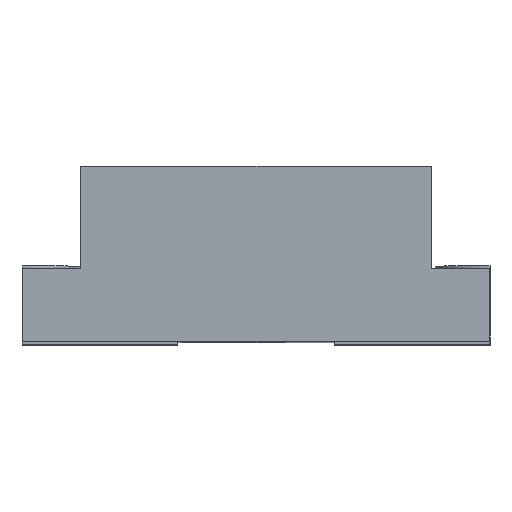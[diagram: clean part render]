
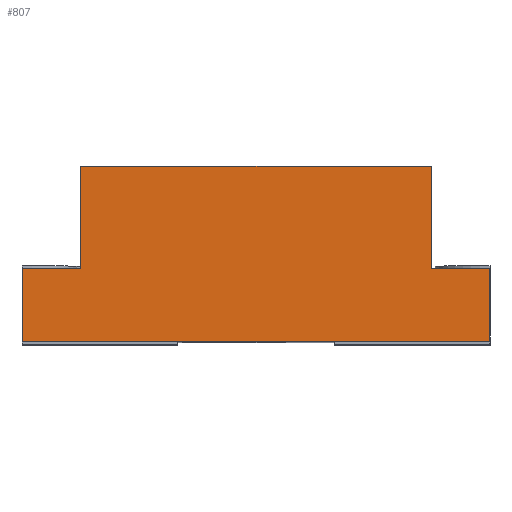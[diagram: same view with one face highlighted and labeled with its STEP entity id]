
A CAD part, top view. The second image highlights one B-rep face of the part: STEP entity #807.
In plain terms, the highlighted planar face has unit normal (0, 0, 1).
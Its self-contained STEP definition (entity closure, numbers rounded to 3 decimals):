
#9 = CARTESIAN_POINT ( 'NONE',  ( 0.8, 0.25, 0.8 ) ) ;
#33 = DIRECTION ( 'NONE',  ( 0., -1., 0. ) ) ;
#37 = EDGE_CURVE ( 'NONE', #1691, #469, #1444, .T. ) ;
#52 = LINE ( 'NONE', #790, #872 ) ;
#88 = DIRECTION ( 'NONE',  ( 0., 0., -1. ) ) ;
#108 = CARTESIAN_POINT ( 'NONE',  ( 0.6, 0.6, 0.8 ) ) ;
#119 = CARTESIAN_POINT ( 'NONE',  ( -0.6, 0.6, 0.8 ) ) ;
#132 = DIRECTION ( 'NONE',  ( 0., -1., 0. ) ) ;
#161 = LINE ( 'NONE', #731, #529 ) ;
#197 = ORIENTED_EDGE ( 'NONE', *, *, #977, .T. ) ;
#200 = CARTESIAN_POINT ( 'NONE',  ( -0.8, 0., 0.8 ) ) ;
#206 = DIRECTION ( 'NONE',  ( 1., 0., 0. ) ) ;
#256 = EDGE_CURVE ( 'NONE', #362, #1691, #52, .T. ) ;
#322 = CARTESIAN_POINT ( 'NONE',  ( 0.6, 0.25, 0.8 ) ) ;
#324 = LINE ( 'NONE', #615, #1059 ) ;
#362 = VERTEX_POINT ( 'NONE', #119 ) ;
#467 = VERTEX_POINT ( 'NONE', #9 ) ;
#469 = VERTEX_POINT ( 'NONE', #322 ) ;
#478 = LINE ( 'NONE', #1478, #1443 ) ;
#509 = ORIENTED_EDGE ( 'NONE', *, *, #619, .F. ) ;
#529 = VECTOR ( 'NONE', #1299, 1000. ) ;
#584 = CARTESIAN_POINT ( 'NONE',  ( 0.8, 0., 0.8 ) ) ;
#586 = ORIENTED_EDGE ( 'NONE', *, *, #941, .T. ) ;
#600 = CARTESIAN_POINT ( 'NONE',  ( -0.6, 0.6, 0.8 ) ) ;
#613 = ORIENTED_EDGE ( 'NONE', *, *, #37, .F. ) ;
#615 = CARTESIAN_POINT ( 'NONE',  ( 0.8, 0.25, 0.8 ) ) ;
#619 = EDGE_CURVE ( 'NONE', #469, #467, #478, .T. ) ;
#662 = CARTESIAN_POINT ( 'NONE',  ( -0.8, 0.25, 0.8 ) ) ;
#731 = CARTESIAN_POINT ( 'NONE',  ( 0.8, 0.25, 0.8 ) ) ;
#754 = VECTOR ( 'NONE', #132, 1000. ) ;
#790 = CARTESIAN_POINT ( 'NONE',  ( 0.6, 0.6, 0.8 ) ) ;
#797 = PLANE ( 'NONE',  #1566 ) ;
#807 = ADVANCED_FACE ( 'NONE', ( #1236 ), #797, .F. ) ;
#829 = EDGE_CURVE ( 'NONE', #1042, #1336, #1113, .T. ) ;
#867 = EDGE_LOOP ( 'NONE', ( #197, #1480, #1345, #586, #1038, #509, #613, #1648 ) ) ;
#872 = VECTOR ( 'NONE', #206, 1000. ) ;
#884 = CARTESIAN_POINT ( 'NONE',  ( -0.8, 0.25, 0.8 ) ) ;
#927 = VERTEX_POINT ( 'NONE', #584 ) ;
#941 = EDGE_CURVE ( 'NONE', #1336, #927, #1012, .T. ) ;
#977 = EDGE_CURVE ( 'NONE', #362, #1737, #1448, .T. ) ;
#995 = VECTOR ( 'NONE', #33, 1000. ) ;
#997 = VECTOR ( 'NONE', #1262, 1000. ) ;
#1012 = LINE ( 'NONE', #1564, #1268 ) ;
#1038 = ORIENTED_EDGE ( 'NONE', *, *, #1296, .F. ) ;
#1042 = VERTEX_POINT ( 'NONE', #884 ) ;
#1059 = VECTOR ( 'NONE', #1491, 1000. ) ;
#1113 = LINE ( 'NONE', #662, #997 ) ;
#1154 = CARTESIAN_POINT ( 'NONE',  ( 0.6, 0.6, 0.8 ) ) ;
#1203 = CARTESIAN_POINT ( 'NONE',  ( -0.6, 0.25, 0.8 ) ) ;
#1236 = FACE_OUTER_BOUND ( 'NONE', #867, .T. ) ;
#1262 = DIRECTION ( 'NONE',  ( 0., -1., 0. ) ) ;
#1268 = VECTOR ( 'NONE', #1279, 1000. ) ;
#1279 = DIRECTION ( 'NONE',  ( 1., 0., 0. ) ) ;
#1296 = EDGE_CURVE ( 'NONE', #467, #927, #324, .T. ) ;
#1299 = DIRECTION ( 'NONE',  ( 1., 0., 0. ) ) ;
#1336 = VERTEX_POINT ( 'NONE', #200 ) ;
#1345 = ORIENTED_EDGE ( 'NONE', *, *, #829, .T. ) ;
#1372 = CARTESIAN_POINT ( 'NONE',  ( 0.6, 0.6, 0.8 ) ) ;
#1384 = DIRECTION ( 'NONE',  ( -1., 0., 0. ) ) ;
#1443 = VECTOR ( 'NONE', #1781, 1000. ) ;
#1444 = LINE ( 'NONE', #1154, #995 ) ;
#1448 = LINE ( 'NONE', #600, #754 ) ;
#1478 = CARTESIAN_POINT ( 'NONE',  ( 0.8, 0.25, 0.8 ) ) ;
#1480 = ORIENTED_EDGE ( 'NONE', *, *, #1640, .F. ) ;
#1491 = DIRECTION ( 'NONE',  ( 0., -1., 0. ) ) ;
#1564 = CARTESIAN_POINT ( 'NONE',  ( 0.8, 0., 0.8 ) ) ;
#1566 = AXIS2_PLACEMENT_3D ( 'NONE', #108, #88, #1384 ) ;
#1640 = EDGE_CURVE ( 'NONE', #1042, #1737, #161, .T. ) ;
#1648 = ORIENTED_EDGE ( 'NONE', *, *, #256, .F. ) ;
#1691 = VERTEX_POINT ( 'NONE', #1372 ) ;
#1737 = VERTEX_POINT ( 'NONE', #1203 ) ;
#1781 = DIRECTION ( 'NONE',  ( 1., 0., 0. ) ) ;
